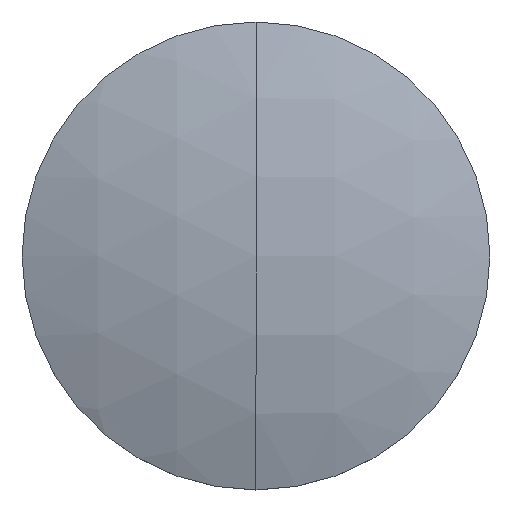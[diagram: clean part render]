
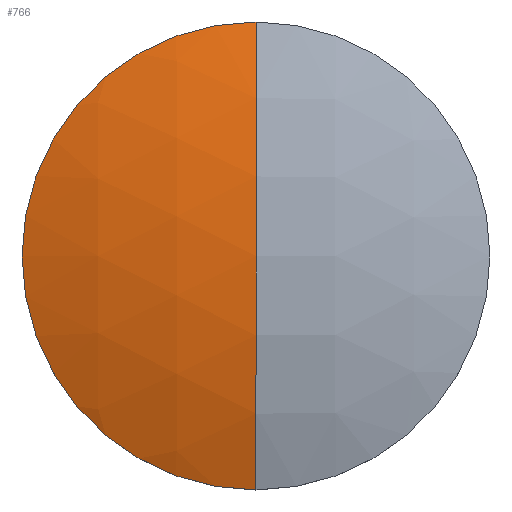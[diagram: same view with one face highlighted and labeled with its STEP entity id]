
A CAD part, top view. The second image highlights one B-rep face of the part: STEP entity #766.
In plain terms, the highlighted spherical face has radius 48.82 mm.
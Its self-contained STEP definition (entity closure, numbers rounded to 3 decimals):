
#46 = EDGE_CURVE ( 'NONE', #439, #898, #1200, .T. ) ;
#147 = DIRECTION ( 'NONE',  ( -1., 0., 0. ) ) ;
#148 = ORIENTED_EDGE ( 'NONE', *, *, #1866, .T. ) ;
#350 = ORIENTED_EDGE ( 'NONE', *, *, #2828, .T. ) ;
#439 = VERTEX_POINT ( 'NONE', #504 ) ;
#455 = AXIS2_PLACEMENT_3D ( 'NONE', #1946, #2168, #1436 ) ;
#504 = CARTESIAN_POINT ( 'NONE',  ( 0., 16.85, 2. ) ) ;
#560 = DIRECTION ( 'NONE',  ( 0., 1., 0. ) ) ;
#580 = CIRCLE ( 'NONE', #455, 48.82 ) ;
#630 = VERTEX_POINT ( 'NONE', #711 ) ;
#649 = DIRECTION ( 'NONE',  ( 0., 0., -1. ) ) ;
#661 = CIRCLE ( 'NONE', #2768, 16.85 ) ;
#711 = CARTESIAN_POINT ( 'NONE',  ( 0., -16.85, 2. ) ) ;
#766 = ADVANCED_FACE ( 'NONE', ( #2196 ), #2656, .T. ) ;
#859 = AXIS2_PLACEMENT_3D ( 'NONE', #2728, #1616, #1350 ) ;
#898 = VERTEX_POINT ( 'NONE', #1107 ) ;
#1107 = CARTESIAN_POINT ( 'NONE',  ( -16.85, 0., 2. ) ) ;
#1124 = DIRECTION ( 'NONE',  ( 0., 0., 1. ) ) ;
#1200 = CIRCLE ( 'NONE', #859, 16.85 ) ;
#1216 = CIRCLE ( 'NONE', #1812, 48.82 ) ;
#1241 = VERTEX_POINT ( 'NONE', #1438 ) ;
#1294 = CARTESIAN_POINT ( 'NONE',  ( 0., 0., -43.82 ) ) ;
#1350 = DIRECTION ( 'NONE',  ( 1., 0., 0. ) ) ;
#1436 = DIRECTION ( 'NONE',  ( 0., -1., 0. ) ) ;
#1438 = CARTESIAN_POINT ( 'NONE',  ( 0., 0., 5. ) ) ;
#1550 = DIRECTION ( 'NONE',  ( 1., 0., 0. ) ) ;
#1616 = DIRECTION ( 'NONE',  ( 0., 0., 1. ) ) ;
#1812 = AXIS2_PLACEMENT_3D ( 'NONE', #2428, #2908, #649 ) ;
#1866 = EDGE_CURVE ( 'NONE', #898, #630, #661, .T. ) ;
#1946 = CARTESIAN_POINT ( 'NONE',  ( 0., 0., -43.82 ) ) ;
#2035 = AXIS2_PLACEMENT_3D ( 'NONE', #1294, #147, #560 ) ;
#2168 = DIRECTION ( 'NONE',  ( -1., 0., 0. ) ) ;
#2196 = FACE_OUTER_BOUND ( 'NONE', #2869, .T. ) ;
#2236 = CARTESIAN_POINT ( 'NONE',  ( 0., 0., 2. ) ) ;
#2252 = EDGE_CURVE ( 'NONE', #439, #1241, #1216, .T. ) ;
#2428 = CARTESIAN_POINT ( 'NONE',  ( 0., 0., -43.82 ) ) ;
#2615 = ORIENTED_EDGE ( 'NONE', *, *, #46, .T. ) ;
#2630 = ORIENTED_EDGE ( 'NONE', *, *, #2252, .F. ) ;
#2656 = SPHERICAL_SURFACE ( 'NONE', #2035, 48.82 ) ;
#2728 = CARTESIAN_POINT ( 'NONE',  ( 0., 0., 2. ) ) ;
#2768 = AXIS2_PLACEMENT_3D ( 'NONE', #2236, #1124, #1550 ) ;
#2828 = EDGE_CURVE ( 'NONE', #630, #1241, #580, .T. ) ;
#2869 = EDGE_LOOP ( 'NONE', ( #148, #350, #2630, #2615 ) ) ;
#2908 = DIRECTION ( 'NONE',  ( 1., 0., 0. ) ) ;
